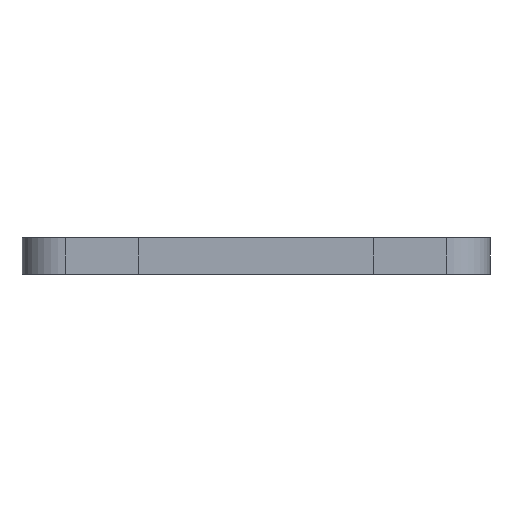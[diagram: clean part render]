
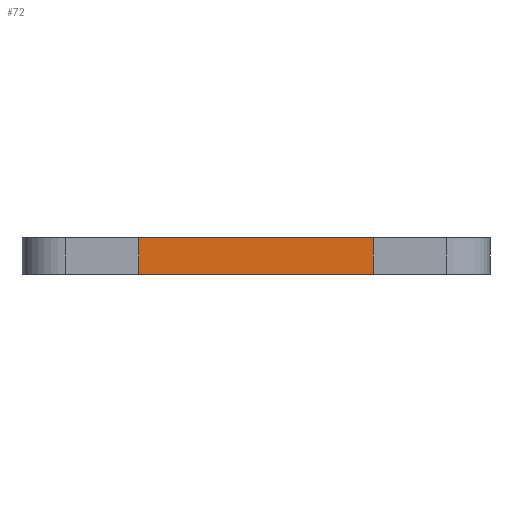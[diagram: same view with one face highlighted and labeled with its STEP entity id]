
A CAD part, front view. The second image highlights one B-rep face of the part: STEP entity #72.
In plain terms, the highlighted planar face has unit normal (0, -1, 0).
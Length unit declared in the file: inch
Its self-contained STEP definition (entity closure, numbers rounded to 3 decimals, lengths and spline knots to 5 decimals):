
#6 = EDGE_CURVE ( 'NONE', #942, #886, #600, .T. ) ;
#9 = LINE ( 'NONE', #1188, #880 ) ;
#72 = ADVANCED_FACE ( 'NONE', ( #451 ), #509, .F. ) ;
#123 = DIRECTION ( 'NONE',  ( 1., 0., 0. ) ) ;
#289 = DIRECTION ( 'NONE',  ( 0., 1., 0. ) ) ;
#336 = DIRECTION ( 'NONE',  ( 0., 0., -1. ) ) ;
#340 = DIRECTION ( 'NONE',  ( 1., 0., 0. ) ) ;
#361 = ORIENTED_EDGE ( 'NONE', *, *, #6, .F. ) ;
#431 = CARTESIAN_POINT ( 'NONE',  ( 340.23579, 114.49038, 0. ) ) ;
#451 = FACE_OUTER_BOUND ( 'NONE', #1340, .T. ) ;
#475 = CARTESIAN_POINT ( 'NONE',  ( 338.63779, 114.49038, 0.25 ) ) ;
#509 = PLANE ( 'NONE',  #1536 ) ;
#555 = CARTESIAN_POINT ( 'NONE',  ( 340.23579, 114.49038, 0.25 ) ) ;
#570 = VECTOR ( 'NONE', #123, 39.37008 ) ;
#600 = LINE ( 'NONE', #1686, #650 ) ;
#601 = ORIENTED_EDGE ( 'NONE', *, *, #1011, .T. ) ;
#607 = VECTOR ( 'NONE', #336, 39.37008 ) ;
#611 = EDGE_CURVE ( 'NONE', #1133, #942, #1021, .T. ) ;
#650 = VECTOR ( 'NONE', #1550, 39.37008 ) ;
#657 = LINE ( 'NONE', #475, #607 ) ;
#880 = VECTOR ( 'NONE', #340, 39.37008 ) ;
#886 = VERTEX_POINT ( 'NONE', #431 ) ;
#928 = ORIENTED_EDGE ( 'NONE', *, *, #1138, .T. ) ;
#942 = VERTEX_POINT ( 'NONE', #1763 ) ;
#992 = ORIENTED_EDGE ( 'NONE', *, *, #611, .F. ) ;
#1011 = EDGE_CURVE ( 'NONE', #1596, #886, #9, .T. ) ;
#1021 = LINE ( 'NONE', #555, #570 ) ;
#1041 = CARTESIAN_POINT ( 'NONE',  ( 338.63779, 114.49038, 0.25 ) ) ;
#1133 = VERTEX_POINT ( 'NONE', #1041 ) ;
#1134 = CARTESIAN_POINT ( 'NONE',  ( 340.23579, 114.49038, 0.25 ) ) ;
#1138 = EDGE_CURVE ( 'NONE', #1133, #1596, #657, .T. ) ;
#1188 = CARTESIAN_POINT ( 'NONE',  ( 340.23579, 114.49038, 0. ) ) ;
#1281 = DIRECTION ( 'NONE',  ( 0., 0., 1. ) ) ;
#1340 = EDGE_LOOP ( 'NONE', ( #601, #361, #992, #928 ) ) ;
#1536 = AXIS2_PLACEMENT_3D ( 'NONE', #1134, #289, #1281 ) ;
#1550 = DIRECTION ( 'NONE',  ( 0., 0., -1. ) ) ;
#1596 = VERTEX_POINT ( 'NONE', #1765 ) ;
#1686 = CARTESIAN_POINT ( 'NONE',  ( 340.23579, 114.49038, 0.25 ) ) ;
#1763 = CARTESIAN_POINT ( 'NONE',  ( 340.23579, 114.49038, 0.25 ) ) ;
#1765 = CARTESIAN_POINT ( 'NONE',  ( 338.63779, 114.49038, 0. ) ) ;
